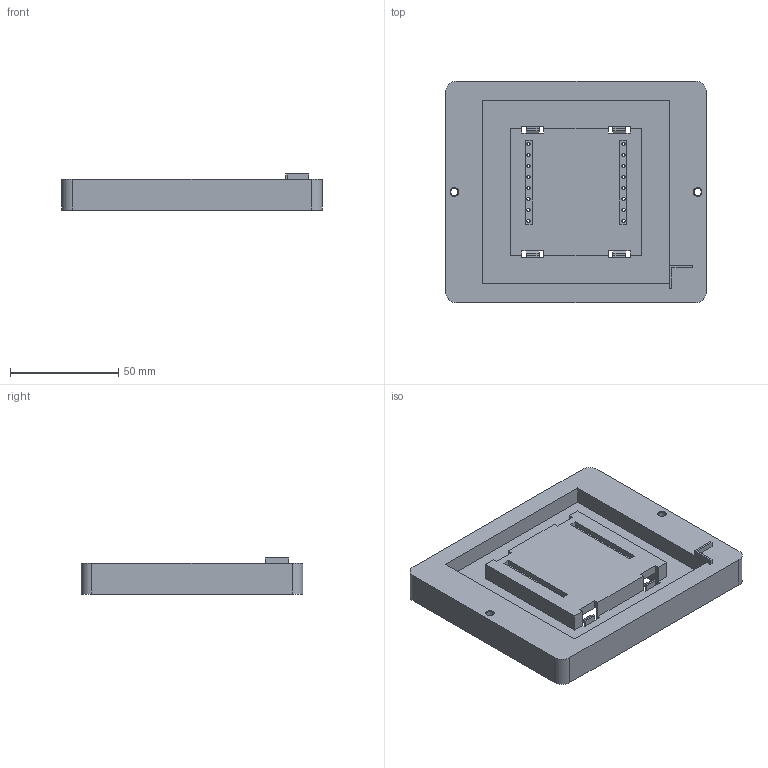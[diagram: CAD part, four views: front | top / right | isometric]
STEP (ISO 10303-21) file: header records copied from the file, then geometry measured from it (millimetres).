
FILE_DESCRIPTION(/* description */ (''),/* implementation_level */ '2;1');
FILE_NAME(/* name */ 'Thermostat back housing-8.stp',/* time_stamp */ '2024-09-08T16:48:39+01:00',/* author */ (''),/* organization */ (''),/* preprocessor_version */ 'ST-DEVELOPER v16',/* originating_system */ 'SIEMENS PLM Software NX 10.0',/* authorisation */ '');
FILE_SCHEMA (('AUTOMOTIVE_DESIGN { 1 0 10303 214 3 1 1 1 }'));
Length unit declared in the file: millimetre
Products named in the file (1): hyroAB90468Di360
Bounding box: 120.5 x 102.5 x 16.7 mm (x, y, z)
Volume: 108169.3 mm3; surface area: 38996 mm2
Topology: 1 solids, 1 shells, 132 faces, 384 edges, 254 vertices
Faces by surface type: plane 100, cylinder 26, cone 6
Full cylindrical faces by diameter (mm): 1.5 x16, 3.4 x2, 6.5 x2
Entity records: 4308 total; most frequent: CARTESIAN_POINT 745, ORIENTED_EDGE 716, DIRECTION 682, EDGE_CURVE 358, LINE 300, VECTOR 300, VERTEX_POINT 254, EDGE_LOOP 202
